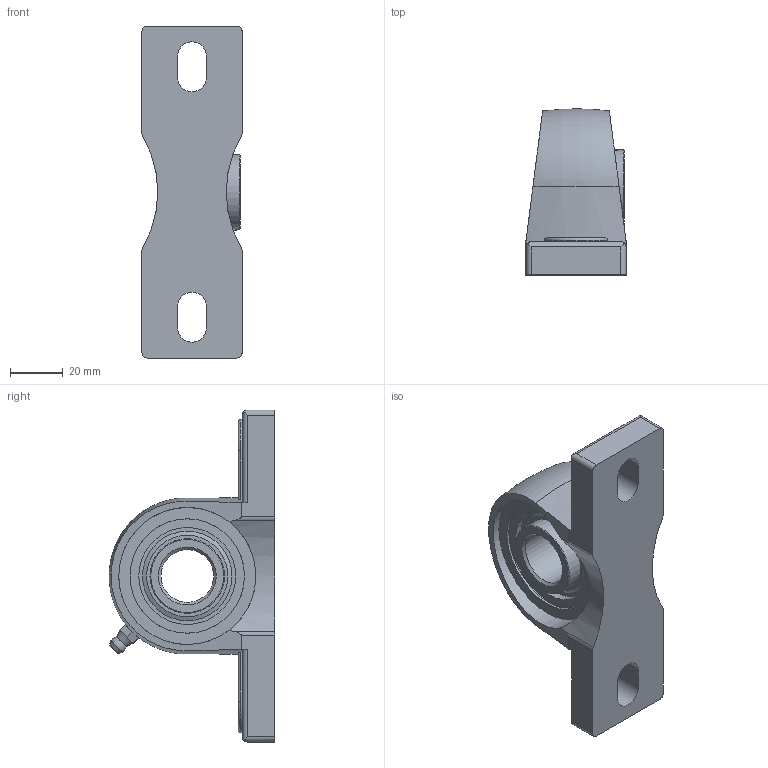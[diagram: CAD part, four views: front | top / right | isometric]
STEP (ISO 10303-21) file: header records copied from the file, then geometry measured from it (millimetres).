
FILE_DESCRIPTION(/* description */ ('STEP AP242','CAx-IF Rec.Pracs.---Representation and Presentation of Product Manufacturing Information (PMI)---4.0---2014-10-13','CAx-IF Rec.Pracs.---3D Tessellated Geometry---0.4---2014-09-14','2;1'),/* implementation_level */ '2;1');
FILE_NAME(/* name */ 'MOVET+Pillow block bearing+SP+20+0_(hochMUC)',/* time_stamp */ '2023-08-11T10:54:38+02:00',/* author */ ('License CC BY-ND 4.0'),/* organization */ ('CADENAS'),/* preprocessor_version */ 'ST-DEVELOPER v19.3',/* originating_system */ 'PARTsolutions',/* authorisation */ ' ');
FILE_SCHEMA (('AP242_MANAGED_MODEL_BASED_3D_ENGINEERING_MIM_LF { 1 0 10303 442 1 1 4 }'));
Length unit declared in the file: millimetre
Products named in the file (3): MOVET+Pillow block bearing+SP+20+0_(hochMUC); MOVET+Bearing insert+MUC+20_(hoch); MOVET+Pillow block bearing+SP+SP204+20 (hoch)_g
Assembly tree (2 placements, depth 2):
  MOVET+Pillow block bearing+SP+20+0_(hochMUC)
    MOVET+Bearing insert+MUC+20_(hoch)
    MOVET+Pillow block bearing+SP+SP204+20 (hoch)_g
Bounding box: 38 x 63 x 126 mm (x, y, z)
Volume: 101506 mm3; surface area: 31802.1 mm2
Topology: 2 solids, 2 shells, 134 faces, 323 edges, 206 vertices
Faces by surface type: plane 61, cylinder 44, cone 17, torus 10, sphere 2
Full cylindrical faces by diameter (mm): 6 x3, 20 x1, 28.3 x2, 36.79 x2, 43.42 x2, 52 x2
Entity records: 4593 total; most frequent: CARTESIAN_POINT 837, DIRECTION 644, ORIENTED_EDGE 584, EDGE_CURVE 292, AXIS2_PLACEMENT_3D 254, VERTEX_POINT 202, EDGE_LOOP 182, FACE_BOUND 182
